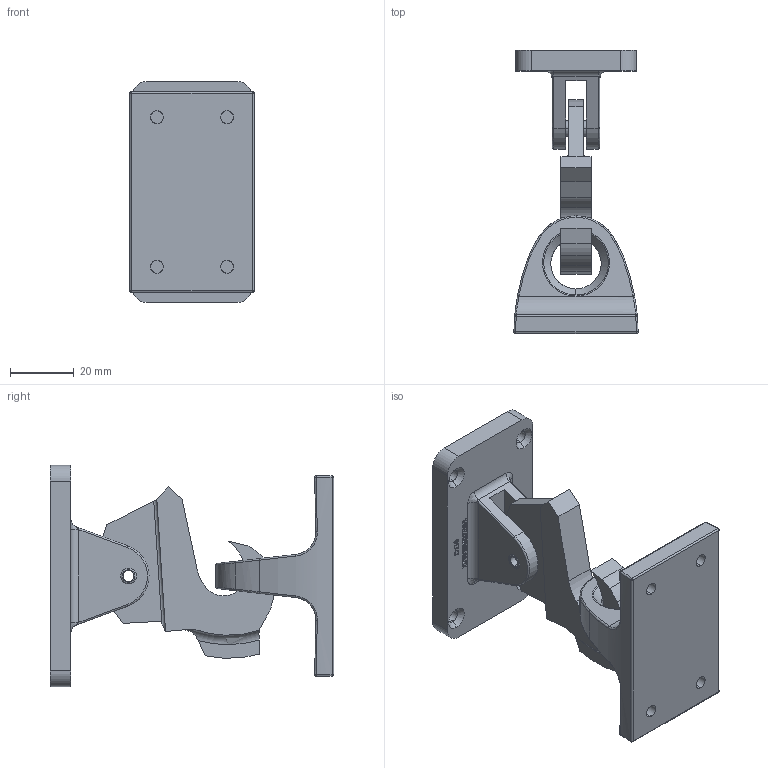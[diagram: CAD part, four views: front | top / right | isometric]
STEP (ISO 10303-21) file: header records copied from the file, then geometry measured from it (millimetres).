
FILE_DESCRIPTION (( 'STEP AP214' ), '1' );
FILE_NAME ('01747 Automatic Door Hold Back Chrome 87mm.STEP', '2025-07-21T00:30:08', ( '' ), ( '' ), 'SwSTEP 2.0', 'SolidWorks 2025', '' );
FILE_SCHEMA (( 'AUTOMOTIVE_DESIGN' ));
Length unit declared in the file: millimetre
Products named in the file (4): Hook; 1747-1 Automatic Door Hold Back Chrome; 1747 Automatic Door Hold Back Chrome_3; 01747 Automatic Door Hold Back Chrome 87mm
Assembly tree (3 placements, depth 2):
  01747 Automatic Door Hold Back Chrome 87mm
    1747 Automatic Door Hold Back Chrome_3
    1747-1 Automatic Door Hold Back Chrome
    Hook
Bounding box: 38.99 x 89 x 69.5 mm (x, y, z)
Volume: 55777.4 mm3; surface area: 22572.4 mm2
Topology: 4 solids, 4 shells, 427 faces, 1108 edges, 709 vertices
Faces by surface type: plane 202, bspline 124, cylinder 72, torus 13, cone 8, sphere 8
Entity records: 22037 total; most frequent: CARTESIAN_POINT 12326, ORIENTED_EDGE 2200, DIRECTION 1612, EDGE_CURVE 1100, VERTEX_POINT 705, VECTOR 650, LINE 650, AXIS2_PLACEMENT_3D 481
